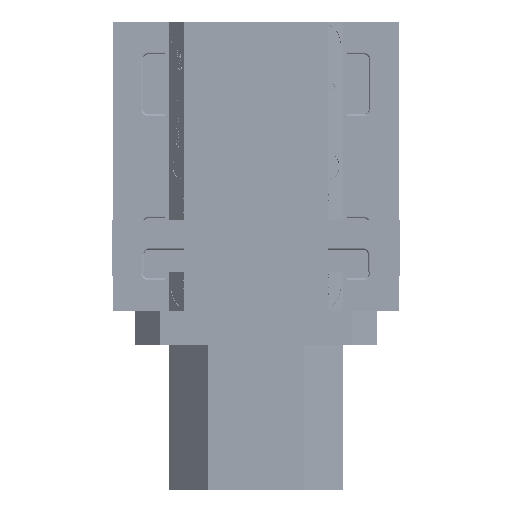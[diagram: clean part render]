
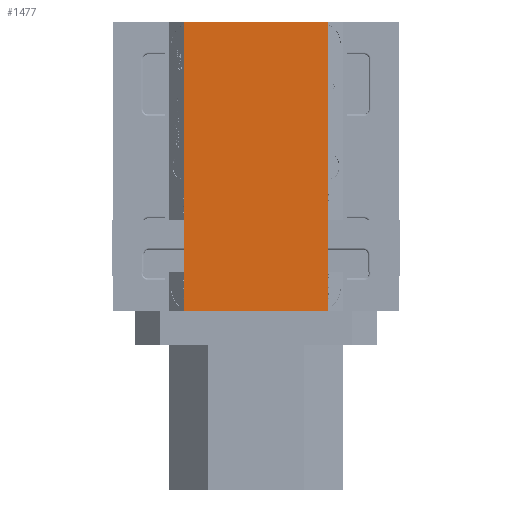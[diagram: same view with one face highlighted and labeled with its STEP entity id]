
A CAD part, left-side view. The second image highlights one B-rep face of the part: STEP entity #1477.
In plain terms, the highlighted face is planar.
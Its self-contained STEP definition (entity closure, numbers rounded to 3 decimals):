
#1477 = ADVANCED_FACE( '', ( #3244 ), #3245, .T. );
#3244 = FACE_OUTER_BOUND( '', #6502, .T. );
#3245 = PLANE( '', #6503 );
#6502 = EDGE_LOOP( '', ( #11313, #11314, #11315, #11316 ) );
#6503 = AXIS2_PLACEMENT_3D( '', #11317, #11318, #11319 );
#11313 = ORIENTED_EDGE( '', *, *, #24392, .T. );
#11314 = ORIENTED_EDGE( '', *, *, #24399, .T. );
#11315 = ORIENTED_EDGE( '', *, *, #24373, .T. );
#11316 = ORIENTED_EDGE( '', *, *, #24412, .T. );
#11317 = CARTESIAN_POINT( '', ( -64.5, -75., 54. ) );
#11318 = DIRECTION( '', ( 0., 0., 1. ) );
#11319 = DIRECTION( '', ( 1., 0., 0. ) );
#24373 = EDGE_CURVE( '', #28742, #28740, #28743, .T. );
#24392 = EDGE_CURVE( '', #28772, #28770, #28773, .T. );
#24399 = EDGE_CURVE( '', #28770, #28742, #28784, .T. );
#24412 = EDGE_CURVE( '', #28740, #28772, #28807, .T. );
#28740 = VERTEX_POINT( '', #35810 );
#28742 = VERTEX_POINT( '', #35813 );
#28743 = LINE( '', #35814, #35815 );
#28770 = VERTEX_POINT( '', #35850 );
#28772 = VERTEX_POINT( '', #35853 );
#28773 = LINE( '', #35854, #35855 );
#28784 = LINE( '', #35870, #35871 );
#28807 = LINE( '', #35901, #35902 );
#35810 = CARTESIAN_POINT( '', ( 234.5, 75., 54. ) );
#35813 = CARTESIAN_POINT( '', ( 234.5, -75., 54. ) );
#35814 = CARTESIAN_POINT( '', ( 234.5, -75., 54. ) );
#35815 = VECTOR( '', #48757, 1000. );
#35850 = CARTESIAN_POINT( '', ( -64.5, -75., 54. ) );
#35853 = CARTESIAN_POINT( '', ( -64.5, 75., 54. ) );
#35854 = CARTESIAN_POINT( '', ( -64.5, 75., 54. ) );
#35855 = VECTOR( '', #48794, 1000. );
#35870 = CARTESIAN_POINT( '', ( -64.5, -75., 54. ) );
#35871 = VECTOR( '', #48805, 1000. );
#35901 = CARTESIAN_POINT( '', ( 234.5, 75., 54. ) );
#35902 = VECTOR( '', #48828, 1000. );
#48757 = DIRECTION( '', ( 0., 1., 0. ) );
#48794 = DIRECTION( '', ( 0., -1., 0. ) );
#48805 = DIRECTION( '', ( 1., 0., 0. ) );
#48828 = DIRECTION( '', ( -1., 0., 0. ) );
